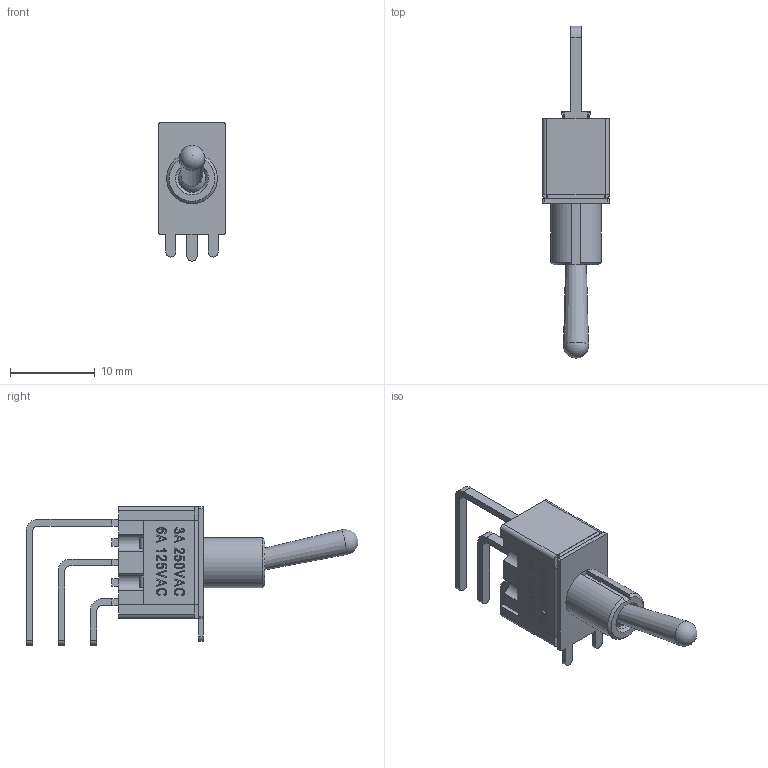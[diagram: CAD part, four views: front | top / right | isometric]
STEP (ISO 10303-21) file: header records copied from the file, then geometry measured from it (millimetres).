
FILE_DESCRIPTION(('STEP AP214'), '1');
FILE_NAME('MTS-1xx-X4', '', ('UNSPECIFIED'), ('UNSPECIFIED'), 'ASCON STEP Converter 1.6', 'ASCON Math Kernel', '');
FILE_SCHEMA(('AUTOMOTIVE_DESIGN { 1 0 10303 214 3 1 1}'));
Length unit declared in the file: millimetre
Products named in the file (7): Handle; L; Housing
Assembly tree (6 placements, depth 2):
  (unnamed)
    (unnamed)
    Handle
    (unnamed)
    L
    (unnamed)
    Housing
Bounding box: 7.9 x 39.28 x 16.4 mm (x, y, z)
Volume: 982.4 mm3; surface area: 2588.4 mm2
Topology: 12 solids, 12 shells, 1081 faces, 3007 edges, 1983 vertices
Faces by surface type: cylinder 534, plane 531, cone 7, torus 4, sphere 4, bspline 1
Full cylindrical faces by diameter (mm): 1.48 x2, 1.6 x1, 3.25 x1, 3.55 x1, 4.05 x1, 6 x3, 7 x1
Entity records: 51931 total; most frequent: CARTESIAN_POINT 14240, DIRECTION 6195, ORIENTED_EDGE 5956, EDGE_CURVE 2978, AXIS2_PLACEMENT_3D 2148, VERTEX_POINT 1978, LINE 1899, VECTOR 1899
